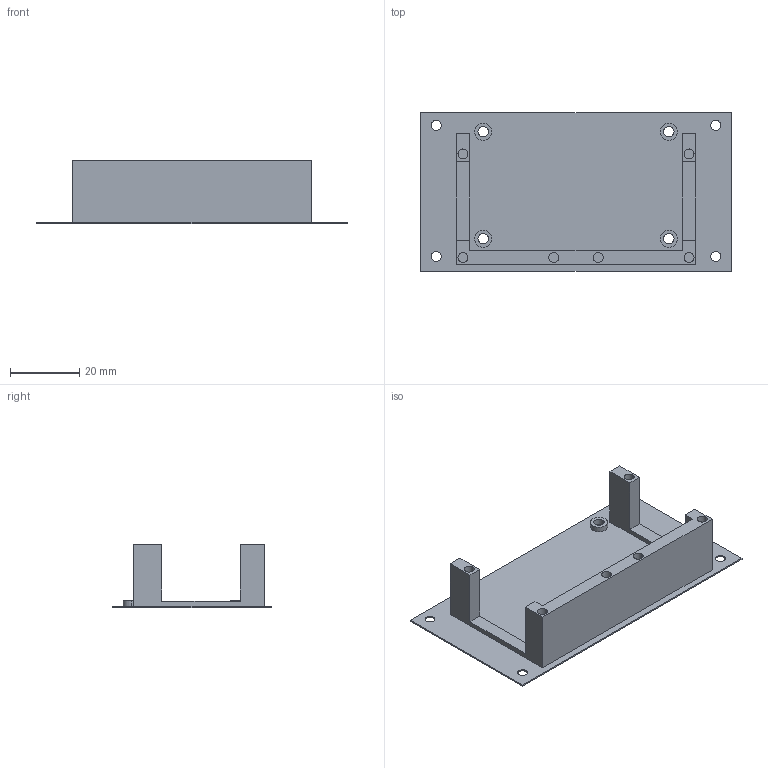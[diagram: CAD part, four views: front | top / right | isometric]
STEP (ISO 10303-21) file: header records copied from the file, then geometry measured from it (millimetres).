
FILE_DESCRIPTION (( 'STEP AP203' ), '1' );
FILE_NAME ('16_electronicsbox_bottom.step', '2021-01-10T11:52:43', ( '' ), ( '' ), 'SwSTEP 2.0', 'SolidWorks 2020', '' );
FILE_SCHEMA (( 'CONFIG_CONTROL_DESIGN' ));
Length unit declared in the file: millimetre
Products named in the file (1): 16_electronicsbox_bottom
Bounding box: 90 x 46.04 x 18.4 mm (x, y, z)
Volume: 7892.2 mm3; surface area: 13313.6 mm2
Topology: 1 solids, 1 shells, 69 faces, 168 edges, 112 vertices
Faces by surface type: cylinder 36, plane 33
Entity records: 2163 total; most frequent: DIRECTION 380, CARTESIAN_POINT 350, ORIENTED_EDGE 336, EDGE_CURVE 168, AXIS2_PLACEMENT_3D 142, VERTEX_POINT 112, EDGE_LOOP 96, LINE 96
